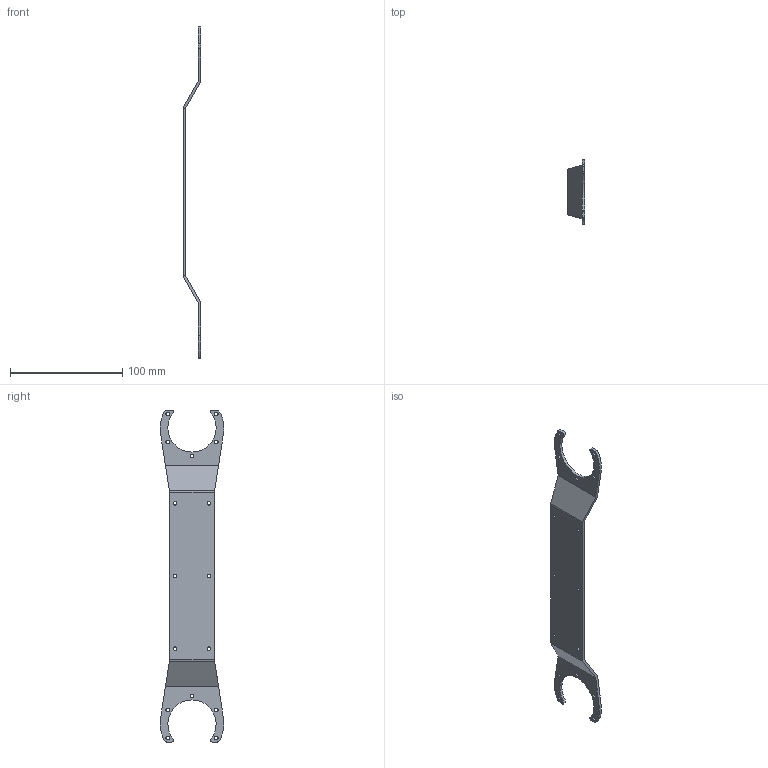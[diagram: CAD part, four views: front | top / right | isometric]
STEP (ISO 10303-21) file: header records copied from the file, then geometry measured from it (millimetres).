
FILE_DESCRIPTION(/* description */ (''),/* implementation_level */ '2;1');
FILE_NAME(/* name */ 'link2-3.step',/* time_stamp */ '2025-09-11T14:03:42+02:00',/* author */ (''),/* organization */ (''),/* preprocessor_version */ 'ST-DEVELOPER v20.1',/* originating_system */ 'Autodesk Translation Framework v14.10.0.0',/* authorisation */ '');
FILE_SCHEMA (('AUTOMOTIVE_DESIGN { 1 0 10303 214 3 1 1 }'));
Length unit declared in the file: millimetre
Products named in the file (1): link2-3 (v0.2)
Bounding box: 15.75 x 57 x 296 mm (x, y, z)
Volume: 26929.2 mm3; surface area: 24051.8 mm2
Topology: 1 solids, 1 shells, 62 faces, 172 edges, 112 vertices
Faces by surface type: cylinder 41, plane 21
Full cylindrical faces by diameter (mm): 3.2 x16
Entity records: 2111 total; most frequent: DIRECTION 380, CARTESIAN_POINT 347, ORIENTED_EDGE 344, EDGE_CURVE 172, AXIS2_PLACEMENT_3D 145, VERTEX_POINT 112, EDGE_LOOP 94, LINE 90
